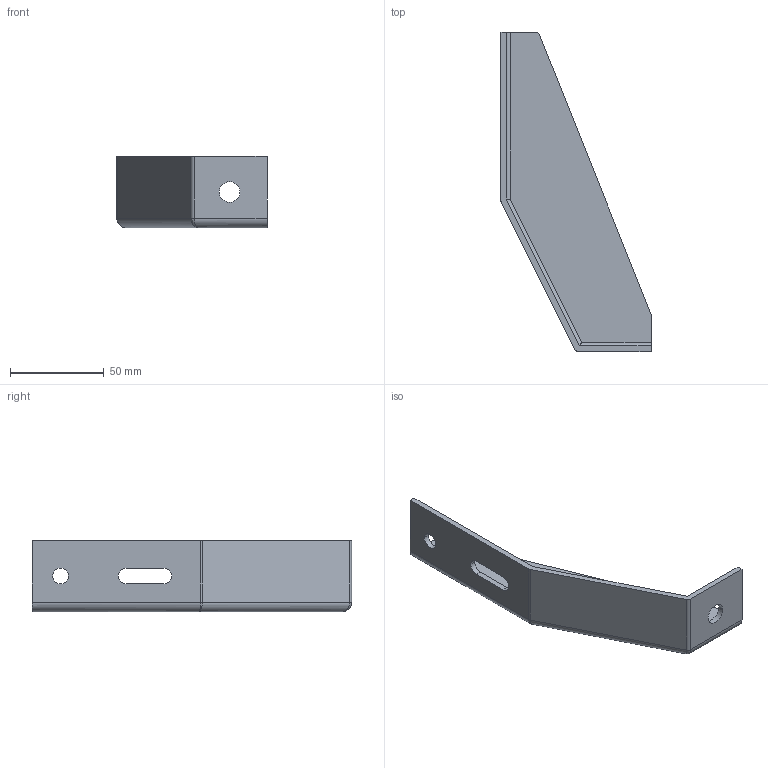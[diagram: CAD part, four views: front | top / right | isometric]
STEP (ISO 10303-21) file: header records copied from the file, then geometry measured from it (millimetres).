
FILE_DESCRIPTION (( 'STEP AP203' ), '1' );
FILE_NAME ('5.51.R.STEP', '2014-05-20T06:13:11', ( 'USER' ), ( 'Microsoft' ), 'SwSTEP 2.0', 'SolidWorks 2012', '' );
FILE_SCHEMA (( 'CONFIG_CONTROL_DESIGN' ));
Length unit declared in the file: millimetre
Products named in the file (1): 5.51.R
Bounding box: 80 x 170 x 38 mm (x, y, z)
Volume: 43142.1 mm3; surface area: 30602 mm2
Topology: 1 solids, 1 shells, 32 faces, 84 edges, 52 vertices
Faces by surface type: cylinder 16, plane 14, bspline 2
Entity records: 1117 total; most frequent: CARTESIAN_POINT 255, ORIENTED_EDGE 164, DIRECTION 162, EDGE_CURVE 82, AXIS2_PLACEMENT_3D 55, VERTEX_POINT 52, VECTOR 52, LINE 52
